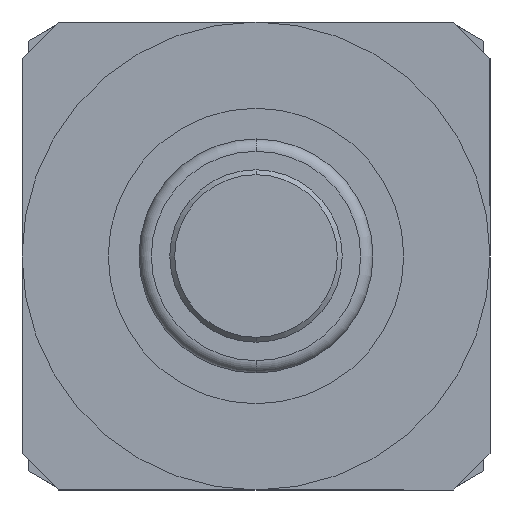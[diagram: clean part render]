
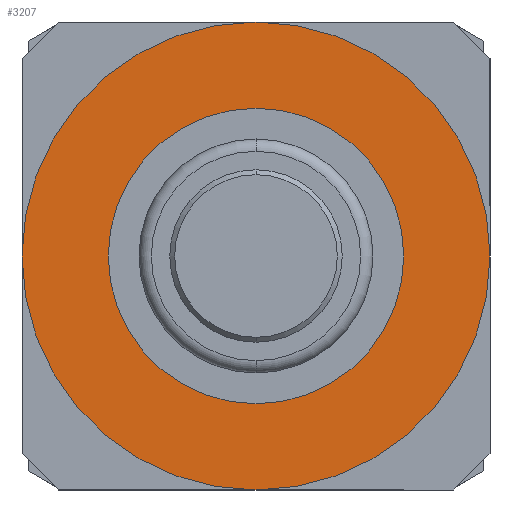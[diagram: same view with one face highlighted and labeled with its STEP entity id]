
A CAD part, front view. The second image highlights one B-rep face of the part: STEP entity #3207.
In plain terms, the highlighted planar face has unit normal (0, -1, 0).
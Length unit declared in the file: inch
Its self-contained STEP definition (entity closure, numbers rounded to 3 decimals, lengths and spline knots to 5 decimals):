
#40 = VERTEX_POINT ( 'NONE', #984 ) ;
#44 = VERTEX_POINT ( 'NONE', #979 ) ;
#45 = EDGE_CURVE ( 'NONE', #44, #40, #978, .T. ) ;
#873 = EDGE_CURVE ( 'NONE', #3127, #3126, #2269, .T. ) ;
#874 = ORIENTED_EDGE ( 'NONE', *, *, #3197, .T. ) ;
#875 = ORIENTED_EDGE ( 'NONE', *, *, #45, .T. ) ;
#876 = EDGE_LOOP ( 'NONE', ( #875, #877 ) ) ;
#877 = ORIENTED_EDGE ( 'NONE', *, *, #878, .T. ) ;
#878 = EDGE_CURVE ( 'NONE', #40, #44, #2328, .T. ) ;
#974 = DIRECTION ( 'NONE',  ( 0., 0., -1. ) ) ;
#975 = DIRECTION ( 'NONE',  ( 0., -1., 0. ) ) ;
#976 = CARTESIAN_POINT ( 'NONE',  ( 0., 9., 0. ) ) ;
#977 = AXIS2_PLACEMENT_3D ( 'NONE', #976, #975, #974 ) ;
#978 = CIRCLE ( 'NONE', #977, 2.375 ) ;
#979 = CARTESIAN_POINT ( 'NONE',  ( 0., 9., -2.375 ) ) ;
#984 = CARTESIAN_POINT ( 'NONE',  ( 0., 9., 2.375 ) ) ;
#2266 = DIRECTION ( 'NONE',  ( 0., 1., 0. ) ) ;
#2267 = CARTESIAN_POINT ( 'NONE',  ( 0., 9., 0. ) ) ;
#2268 = AXIS2_PLACEMENT_3D ( 'NONE', #2267, #2266, #2329 ) ;
#2269 = CIRCLE ( 'NONE', #2268, 1.5 ) ;
#2324 = DIRECTION ( 'NONE',  ( 0., 0., -1. ) ) ;
#2325 = DIRECTION ( 'NONE',  ( 0., -1., 0. ) ) ;
#2326 = CARTESIAN_POINT ( 'NONE',  ( 0., 9., 0. ) ) ;
#2327 = AXIS2_PLACEMENT_3D ( 'NONE', #2326, #2325, #2324 ) ;
#2328 = CIRCLE ( 'NONE', #2327, 2.375 ) ;
#2329 = DIRECTION ( 'NONE',  ( 0., 0., 1. ) ) ;
#2414 = CARTESIAN_POINT ( 'NONE',  ( 0., 9., -1.5 ) ) ;
#2415 = CARTESIAN_POINT ( 'NONE',  ( 0., 9., 1.5 ) ) ;
#2531 = DIRECTION ( 'NONE',  ( 0., 0., 1. ) ) ;
#2532 = DIRECTION ( 'NONE',  ( 0., 1., 0. ) ) ;
#2533 = CARTESIAN_POINT ( 'NONE',  ( 0., 9., 0. ) ) ;
#2534 = AXIS2_PLACEMENT_3D ( 'NONE', #2533, #2532, #2531 ) ;
#2535 = CIRCLE ( 'NONE', #2534, 1.5 ) ;
#2565 = DIRECTION ( 'NONE',  ( 0., 0., 1. ) ) ;
#2566 = DIRECTION ( 'NONE',  ( 0., 1., 0. ) ) ;
#2567 = CARTESIAN_POINT ( 'NONE',  ( -2.375, 9., -2.375 ) ) ;
#2568 = AXIS2_PLACEMENT_3D ( 'NONE', #2567, #2566, #2565 ) ;
#2569 = PLANE ( 'NONE',  #2568 ) ;
#2570 = FACE_OUTER_BOUND ( 'NONE', #876, .T. ) ;
#2571 = FACE_BOUND ( 'NONE', #3205, .T. ) ;
#3126 = VERTEX_POINT ( 'NONE', #2415 ) ;
#3127 = VERTEX_POINT ( 'NONE', #2414 ) ;
#3197 = EDGE_CURVE ( 'NONE', #3126, #3127, #2535, .T. ) ;
#3205 = EDGE_LOOP ( 'NONE', ( #3360, #874 ) ) ;
#3207 = ADVANCED_FACE ( 'NONE', ( #2571, #2570 ), #2569, .F. ) ;
#3360 = ORIENTED_EDGE ( 'NONE', *, *, #873, .T. ) ;
